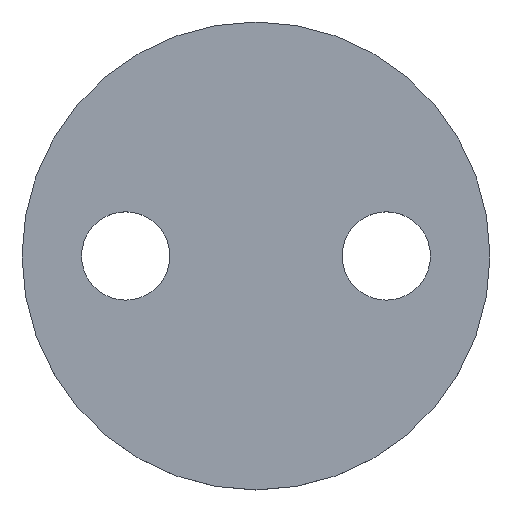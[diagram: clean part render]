
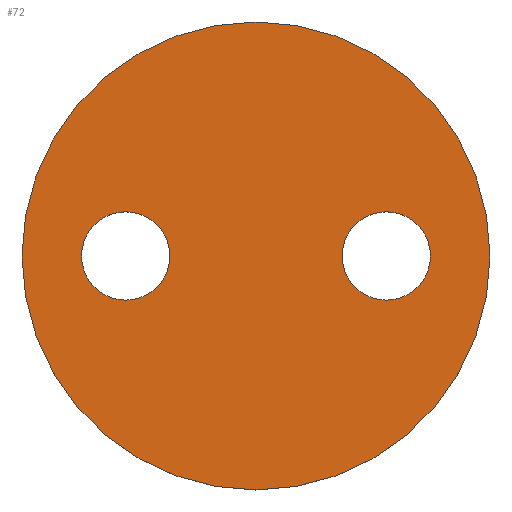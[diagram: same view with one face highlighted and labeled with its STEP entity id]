
A CAD part, top view. The second image highlights one B-rep face of the part: STEP entity #72.
In plain terms, the highlighted planar face has unit normal (0, 0, 1).
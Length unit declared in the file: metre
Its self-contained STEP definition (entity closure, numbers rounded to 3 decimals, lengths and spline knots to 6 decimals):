
#12=PLANE('',#92);
#16=ORIENTED_EDGE('',*,*,#28,.T.);
#17=ORIENTED_EDGE('',*,*,#29,.T.);
#18=ORIENTED_EDGE('',*,*,#26,.T.);
#26=EDGE_CURVE('',#32,#32,#38,.T.);
#28=EDGE_CURVE('',#34,#34,#40,.T.);
#29=EDGE_CURVE('',#35,#35,#41,.T.);
#32=VERTEX_POINT('',#127);
#34=VERTEX_POINT('',#132);
#35=VERTEX_POINT('',#134);
#38=CIRCLE('',#90,0.009);
#40=CIRCLE('',#93,0.0017);
#41=CIRCLE('',#94,0.0017);
#46=EDGE_LOOP('',(#16));
#47=EDGE_LOOP('',(#17));
#48=EDGE_LOOP('',(#18));
#58=FACE_BOUND('',#46,.T.);
#59=FACE_BOUND('',#47,.T.);
#60=FACE_BOUND('',#48,.T.);
#72=ADVANCED_FACE('',(#58,#59,#60),#12,.T.);
#90=AXIS2_PLACEMENT_3D('',#126,#104,#105);
#92=AXIS2_PLACEMENT_3D('',#130,#108,#109);
#93=AXIS2_PLACEMENT_3D('',#131,#110,#111);
#94=AXIS2_PLACEMENT_3D('',#133,#112,#113);
#104=DIRECTION('',(0.,0.,1.));
#105=DIRECTION('',(1.,0.,0.));
#108=DIRECTION('',(0.,0.,1.));
#109=DIRECTION('',(1.,0.,0.));
#110=DIRECTION('',(0.,0.,-1.));
#111=DIRECTION('',(-1.,0.,0.));
#112=DIRECTION('',(0.,0.,-1.));
#113=DIRECTION('',(-1.,0.,0.));
#126=CARTESIAN_POINT('',(0.,0.,0.025));
#127=CARTESIAN_POINT('',(0.009,0.,0.025));
#130=CARTESIAN_POINT('',(0.,0.,0.025));
#131=CARTESIAN_POINT('',(-0.005013,0.,0.025));
#132=CARTESIAN_POINT('',(-0.006713,0.,0.025));
#133=CARTESIAN_POINT('',(0.005013,0.,0.025));
#134=CARTESIAN_POINT('',(0.003313,0.,0.025));
